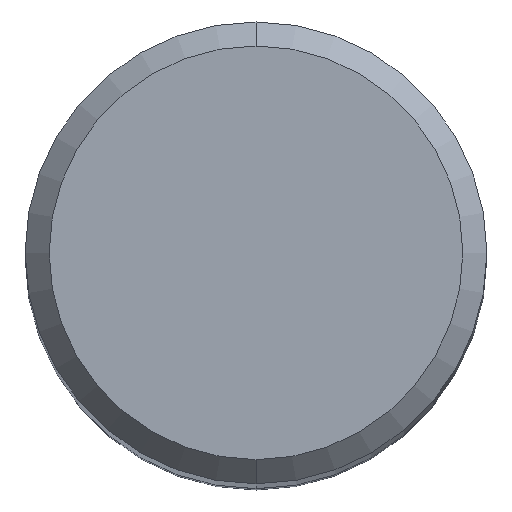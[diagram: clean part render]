
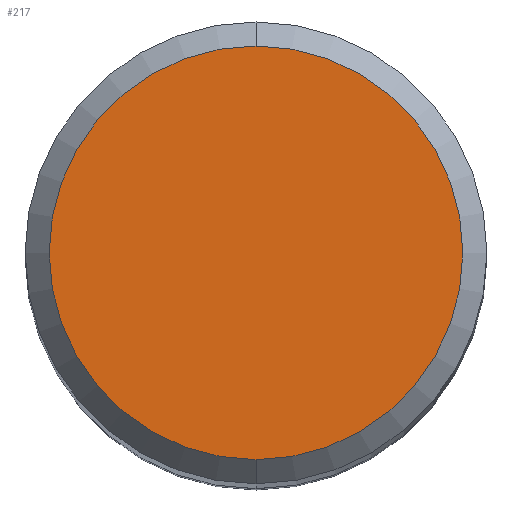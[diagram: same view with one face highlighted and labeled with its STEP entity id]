
A CAD part, top view. The second image highlights one B-rep face of the part: STEP entity #217.
In plain terms, the highlighted planar face has unit normal (0, 0, 1).
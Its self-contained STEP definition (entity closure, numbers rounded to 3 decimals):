
#141=VERTEX_POINT('',#373);
#155=EDGE_CURVE('',#315,#141,#389,.T.);
#185=EDGE_CURVE('',#141,#315,#424,.T.);
#217=ADVANCED_FACE('',(#459),#460,.T.);
#315=VERTEX_POINT('',#568);
#373=CARTESIAN_POINT('',(0.0,4.3,0.0));
#389=CIRCLE('',#642,4.3);
#424=CIRCLE('',#687,4.3);
#459=FACE_OUTER_BOUND('',#732,.T.);
#460=PLANE('',#733);
#568=CARTESIAN_POINT('',(0.,-4.3,0.0));
#642=AXIS2_PLACEMENT_3D('',#958,#959,#960);
#687=AXIS2_PLACEMENT_3D('',#1017,#1018,#1019);
#732=EDGE_LOOP('',(#1060,#1061));
#733=AXIS2_PLACEMENT_3D('',#1062,#1063,#1064);
#958=CARTESIAN_POINT('',(0.0,0.0,0.0));
#959=DIRECTION('',(0.0,0.0,-1.0));
#960=DIRECTION('',(0.0,1.0,0.0));
#1017=CARTESIAN_POINT('',(0.0,0.0,0.0));
#1018=DIRECTION('',(0.0,0.0,-1.0));
#1019=DIRECTION('',(0.0,1.0,0.0));
#1060=ORIENTED_EDGE('',*,*,#185,.F.);
#1061=ORIENTED_EDGE('',*,*,#155,.F.);
#1062=CARTESIAN_POINT('',(0.0,2.15,0.0));
#1063=DIRECTION('',(-0.0,0.0,1.0));
#1064=DIRECTION('',(0.0,-1.0,0.0));
